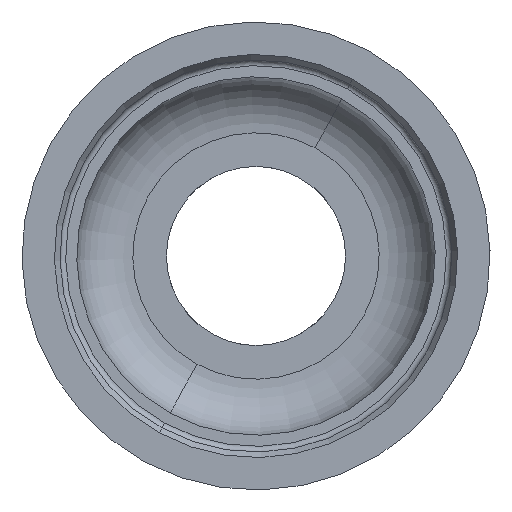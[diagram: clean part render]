
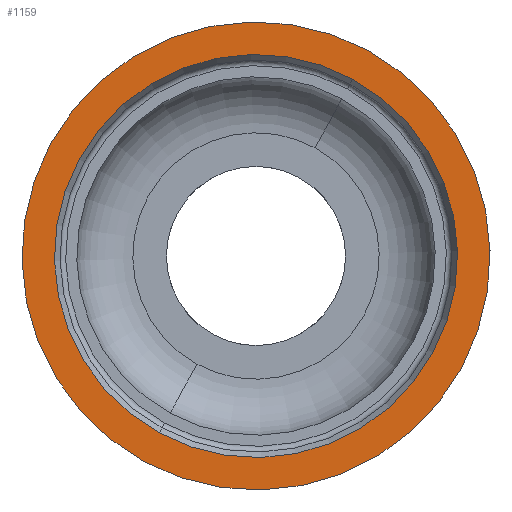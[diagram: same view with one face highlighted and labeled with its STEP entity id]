
A CAD part, front view. The second image highlights one B-rep face of the part: STEP entity #1159.
In plain terms, the highlighted planar face has unit normal (0, -1, 0).
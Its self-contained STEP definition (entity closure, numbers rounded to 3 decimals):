
#890=CARTESIAN_POINT('Vertex',(10.02,-62.,18.341)) ;
#893=CARTESIAN_POINT('Axis2P3D Location',(0.,-62.,0.)) ;
#897=CARTESIAN_POINT('Vertex',(-10.02,-62.,-18.341)) ;
#912=CARTESIAN_POINT('Axis2P3D Location',(0.,-62.,0.)) ;
#929=CARTESIAN_POINT('Axis2P3D Location',(0.,-62.,0.)) ;
#933=CARTESIAN_POINT('Vertex',(8.63,-62.,15.796)) ;
#935=CARTESIAN_POINT('Vertex',(-8.63,-62.,-15.796)) ;
#964=CARTESIAN_POINT('Axis2P3D Location',(0.,-62.,0.)) ;
#1146=CARTESIAN_POINT('Axis2P3D Location',(0.,-62.,18.)) ;
#894=DIRECTION('Axis2P3D Direction',(0.,1.,0.)) ;
#913=DIRECTION('Axis2P3D Direction',(0.,1.,0.)) ;
#930=DIRECTION('Axis2P3D Direction',(0.,-1.,-0.)) ;
#965=DIRECTION('Axis2P3D Direction',(0.,-1.,-0.)) ;
#1147=DIRECTION('Axis2P3D Direction',(0.,1.,0.)) ;
#1148=DIRECTION('Axis2P3D XDirection',(1.,-0.,0.)) ;
#895=AXIS2_PLACEMENT_3D('Circle Axis2P3D',#893,#894,$) ;
#914=AXIS2_PLACEMENT_3D('Circle Axis2P3D',#912,#913,$) ;
#931=AXIS2_PLACEMENT_3D('Circle Axis2P3D',#929,#930,$) ;
#966=AXIS2_PLACEMENT_3D('Circle Axis2P3D',#964,#965,$) ;
#1149=AXIS2_PLACEMENT_3D('Plane Axis2P3D',#1146,#1147,#1148) ;
#1152=ORIENTED_EDGE('',*,*,#899,.F.) ;
#1153=ORIENTED_EDGE('',*,*,#916,.F.) ;
#1156=ORIENTED_EDGE('',*,*,#968,.T.) ;
#1157=ORIENTED_EDGE('',*,*,#937,.T.) ;
#1158=FACE_BOUND('',#1155,.T.) ;
#1159=ADVANCED_FACE('PartBody',(#1154,#1158),#1150,.F.) ;
#896=CIRCLE('generated circle',#895,20.9) ;
#915=CIRCLE('generated circle',#914,20.9) ;
#932=CIRCLE('generated circle',#931,18.) ;
#967=CIRCLE('generated circle',#966,18.) ;
#899=EDGE_CURVE('',#891,#898,#896,.T.) ;
#916=EDGE_CURVE('',#898,#891,#915,.T.) ;
#937=EDGE_CURVE('',#934,#936,#932,.F.) ;
#968=EDGE_CURVE('',#936,#934,#967,.F.) ;
#1151=EDGE_LOOP('',(#1152,#1153)) ;
#1155=EDGE_LOOP('',(#1156,#1157)) ;
#1154=FACE_OUTER_BOUND('',#1151,.T.) ;
#1150=PLANE('',#1149) ;
#891=VERTEX_POINT('',#890) ;
#898=VERTEX_POINT('',#897) ;
#934=VERTEX_POINT('',#933) ;
#936=VERTEX_POINT('',#935) ;
